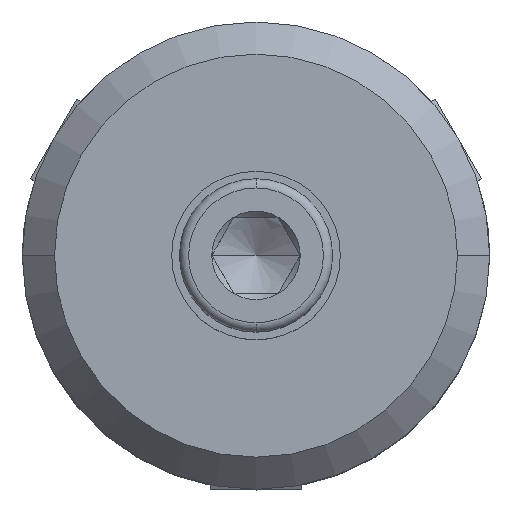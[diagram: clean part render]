
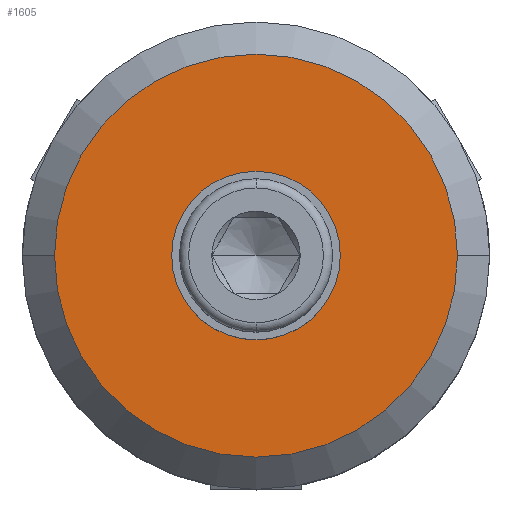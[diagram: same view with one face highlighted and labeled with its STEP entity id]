
A CAD part, top view. The second image highlights one B-rep face of the part: STEP entity #1605.
In plain terms, the highlighted planar face has unit normal (0, 0, 1).
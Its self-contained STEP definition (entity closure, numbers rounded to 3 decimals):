
#713=VERTEX_POINT('',#2063);
#797=VERTEX_POINT('',#2151);
#1003=EDGE_CURVE('',#1031,#1115,#2377,.T.);
#1031=VERTEX_POINT('',#2408);
#1115=VERTEX_POINT('',#2499);
#1333=EDGE_CURVE('',#713,#797,#2740,.T.);
#1605=ADVANCED_FACE('',(#3043,#3044),#3045,.T.);
#1651=EDGE_CURVE('',#1115,#1031,#3096,.T.);
#2007=EDGE_CURVE('',#797,#713,#3492,.T.);
#2063=CARTESIAN_POINT('',(-13.15,0.,31.2));
#2151=CARTESIAN_POINT('',(13.15,0.0,31.2));
#2377=CIRCLE('',#4191,5.5);
#2408=CARTESIAN_POINT('',(-5.5,0.,31.2));
#2499=CARTESIAN_POINT('',(5.5,0.0,31.2));
#2740=CIRCLE('',#4860,13.15);
#3043=FACE_OUTER_BOUND('',#5394,.T.);
#3044=FACE_BOUND('',#5395,.T.);
#3045=PLANE('',#5396);
#3096=CIRCLE('',#5487,5.5);
#3492=CIRCLE('',#6219,13.15);
#4191=AXIS2_PLACEMENT_3D('',#6603,#6604,#6605);
#4860=AXIS2_PLACEMENT_3D('',#7010,#7011,#7012);
#5394=EDGE_LOOP('',(#7363,#7364));
#5395=EDGE_LOOP('',(#7365,#7366));
#5396=AXIS2_PLACEMENT_3D('',#7367,#7368,#7369);
#5487=AXIS2_PLACEMENT_3D('',#7449,#7450,#7451);
#6219=AXIS2_PLACEMENT_3D('',#7916,#7917,#7918);
#6603=CARTESIAN_POINT('',(0.0,0.0,31.2));
#6604=DIRECTION('',(0.0,0.0,-1.0));
#6605=DIRECTION('',(1.0,0.0,0.0));
#7010=CARTESIAN_POINT('',(0.0,0.0,31.2));
#7011=DIRECTION('',(0.0,0.,-1.0));
#7012=DIRECTION('',(1.0,0.0,0.0));
#7363=ORIENTED_EDGE('',*,*,#2007,.F.);
#7364=ORIENTED_EDGE('',*,*,#1333,.F.);
#7365=ORIENTED_EDGE('',*,*,#1651,.T.);
#7366=ORIENTED_EDGE('',*,*,#1003,.T.);
#7367=CARTESIAN_POINT('',(6.575,0.0,31.2));
#7368=DIRECTION('',(0.0,0.,1.0));
#7369=DIRECTION('',(-1.0,0.0,0.0));
#7449=CARTESIAN_POINT('',(0.0,0.0,31.2));
#7450=DIRECTION('',(0.0,0.0,-1.0));
#7451=DIRECTION('',(1.0,0.0,0.0));
#7916=CARTESIAN_POINT('',(0.0,0.0,31.2));
#7917=DIRECTION('',(0.0,0.,-1.0));
#7918=DIRECTION('',(1.0,0.0,0.0));
